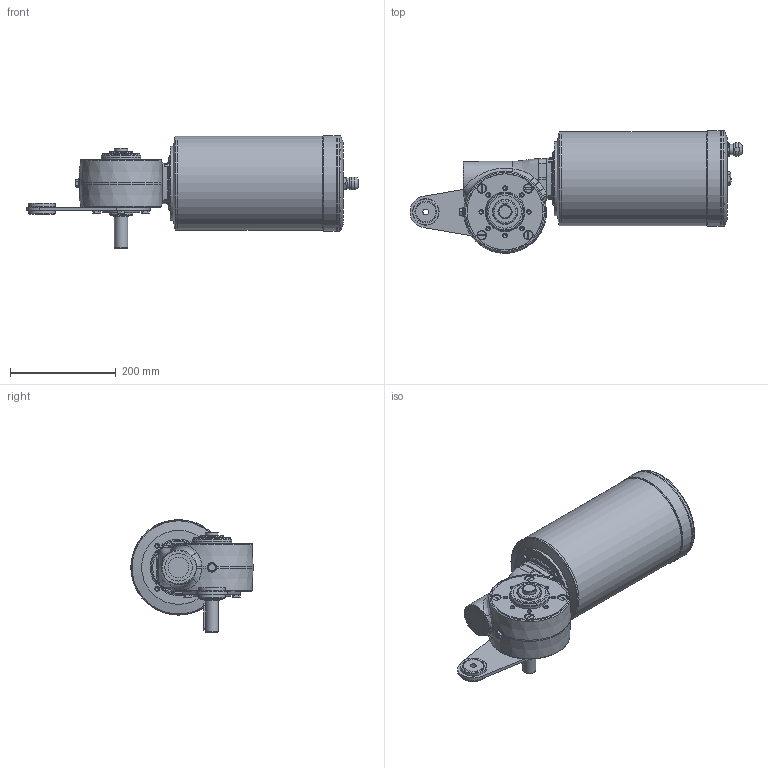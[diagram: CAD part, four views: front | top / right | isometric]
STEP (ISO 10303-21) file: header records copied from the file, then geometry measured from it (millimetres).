
FILE_DESCRIPTION( ( 'Unknown' ), '1' );
FILE_NAME( '7B6588ED63CA1EB666B38D3CBE5991C.3d.stp', 'Unknown', ( 'Unknown' ), ( 'Unknown' ), 'PSStep 10.1', 'Unknown', ' ' );
FILE_SCHEMA( ( 'AUTOMOTIVE_DESIGN { 1 0 10303 214 1 1 1 1 }' ) );
Length unit declared in the file: millimetre
Products named in the file (1): N638800
Bounding box: 628.4 x 231.76 x 213.7 mm (x, y, z)
Volume: 10374273.8 mm3; surface area: 411555 mm2
Topology: 1 solids, 20 shells, 681 faces, 1607 edges, 1021 vertices
Faces by surface type: plane 227, cylinder 150, cone 144, bspline 108, torus 47, revolution 4, sphere 1
Full cylindrical faces by diameter (mm): 6.647 x29, 7 x1, 8 x9, 9 x8, 11 x1, 11.6 x4, 13 x4, 13.4 x1, 14 x4, 16.662 x1, 18 x1, 20 x1, 24 x2, 25 x3, 29.5 x1, 30 x1, 35 x1, 39 x2, 40 x2, 40.1 x1, 40.2 x1, 45 x2, 46 x2, 47 x1, 47.5 x2, 50 x2, 52 x1, 62 x2, 75 x2, 75.5 x1
Entity records: 35201 total; most frequent: CARTESIAN_POINT 16753, DIRECTION 2509, ORIENTED_EDGE 2452, EDGE_CURVE 1226, AXIS2_PLACEMENT_3D 1110, EDGE_LOOP 991, VERTEX_POINT 896, FACE_OUTER_BOUND 817
